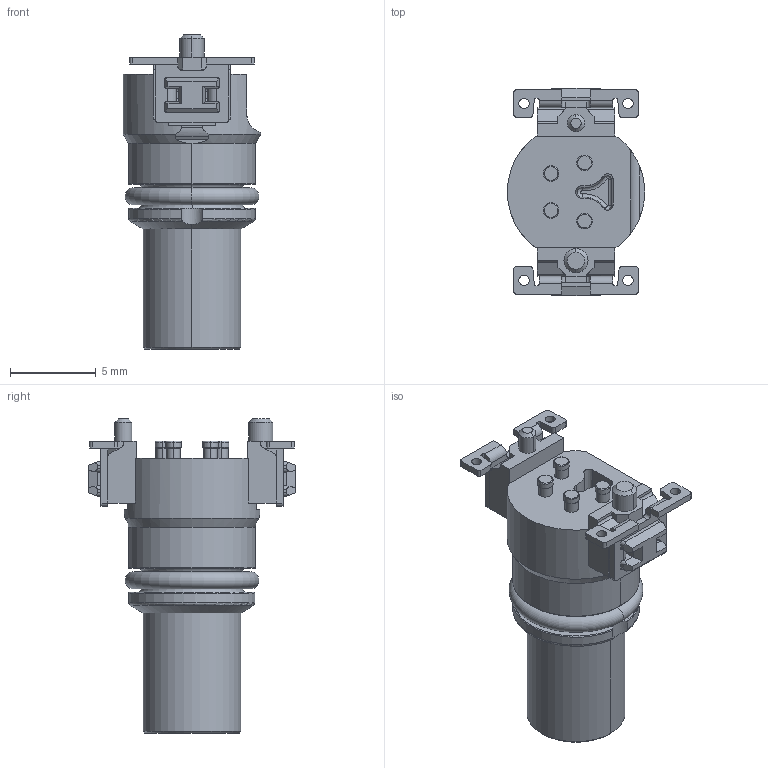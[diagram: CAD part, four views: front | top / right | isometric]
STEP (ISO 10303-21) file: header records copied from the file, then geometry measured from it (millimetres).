
FILE_DESCRIPTION((''),'2;1');
FILE_NAME('1412228','2014-10-10T',('ascheerer'),(''),'PRO/ENGINEER BY PARAMETRIC TECHNOLOGY CORPORATION, 2013230','PRO/ENGINEER BY PARAMETRIC TECHNOLOGY CORPORATION, 2013230','');
FILE_SCHEMA(('AUTOMOTIVE_DESIGN { 1 0 10303 214 1 1 1 1 }'));
Length unit declared in the file: millimetre
Products named in the file (1): 1412228
Bounding box: 8 x 12.1 x 18.3 mm (x, y, z)
Volume: 583.4 mm3; surface area: 855.8 mm2
Topology: 1 solids, 1 shells, 460 faces, 1209 edges, 766 vertices
Faces by surface type: plane 250, cylinder 156, cone 31, torus 20, bspline 3
Entity records: 14531 total; most frequent: CARTESIAN_POINT 2853, DIRECTION 2432, ORIENTED_EDGE 2418, EDGE_CURVE 1209, AXIS2_PLACEMENT_3D 831, VECTOR 770, LINE 770, VERTEX_POINT 766
